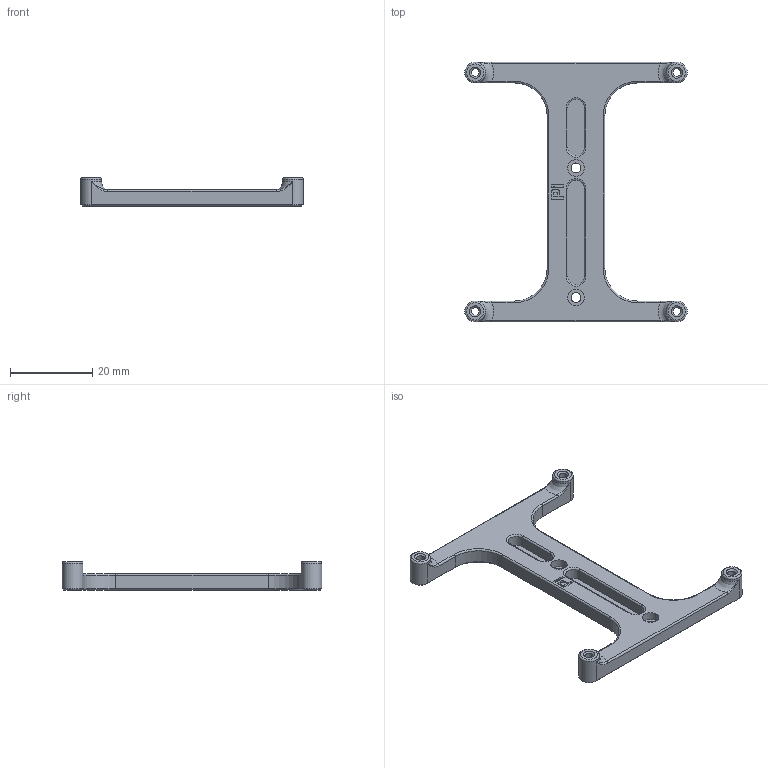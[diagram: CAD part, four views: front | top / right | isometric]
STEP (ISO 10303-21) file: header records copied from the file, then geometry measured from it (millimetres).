
FILE_DESCRIPTION(/* description */ (''),/* implementation_level */ '2;1');
FILE_NAME(/* name */ 'Raspberry_Pi.step',/* time_stamp */ '2023-03-02T21:17:17-08:00',/* author */ (''),/* organization */ (''),/* preprocessor_version */ 'ST-DEVELOPER v19.2',/* originating_system */ 'Autodesk Translation Framework v11.17.0.187',/* authorisation */ '');
FILE_SCHEMA (('AUTOMOTIVE_DESIGN { 1 0 10303 214 3 1 1 }'));
Length unit declared in the file: millimetre
Products named in the file (1): Raspberry_Pi_DIN_Mount
Bounding box: 54 x 63 x 7 mm (x, y, z)
Volume: 4921.7 mm3; surface area: 4325.2 mm2
Topology: 1 solids, 1 shells, 136 faces, 324 edges, 190 vertices
Faces by surface type: plane 52, cylinder 32, bspline 18, cone 18, torus 16
Full cylindrical faces by diameter (mm): 1.9 x4, 2.4 x2, 4 x2, 5 x4
Entity records: 4283 total; most frequent: CARTESIAN_POINT 1181, ORIENTED_EDGE 632, DIRECTION 628, EDGE_CURVE 316, AXIS2_PLACEMENT_3D 229, VERTEX_POINT 190, LINE 170, VECTOR 170
